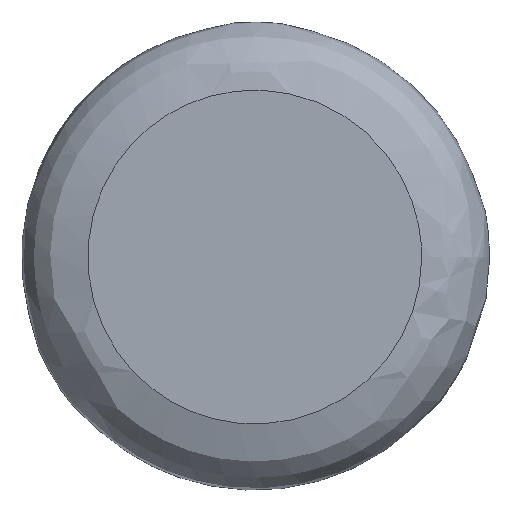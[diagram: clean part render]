
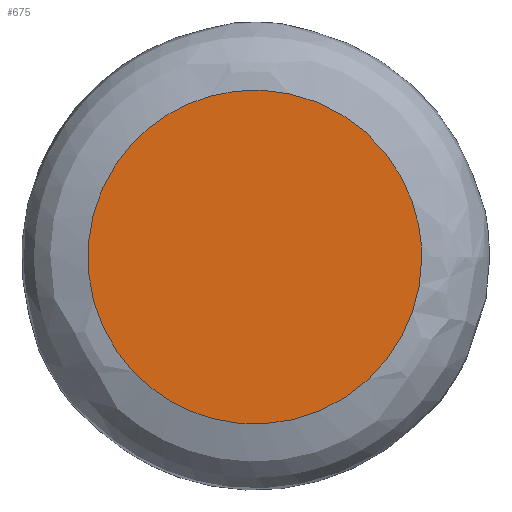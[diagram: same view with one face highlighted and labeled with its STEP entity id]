
A CAD part, front view. The second image highlights one B-rep face of the part: STEP entity #675.
In plain terms, the highlighted free-form (B-spline) face has degree [1, 1] with [2, 2] control points.
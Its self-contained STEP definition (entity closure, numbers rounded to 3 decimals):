
#675 = ADVANCED_FACE('',(#676),#690,.T.);
#676 = FACE_BOUND('',#677,.T.);
#677 = EDGE_LOOP('',(#678));
#678 = ORIENTED_EDGE('',*,*,#679,.F.);
#679 = EDGE_CURVE('',#680,#680,#682,.T.);
#680 = VERTEX_POINT('',#681);
#681 = CARTESIAN_POINT('',(40.142,-144.071,0.));
#682 = ( BOUNDED_CURVE() B_SPLINE_CURVE(2,(#683,#684,#685,#686,#687,#688
,#689),.UNSPECIFIED.,.T.,.F.) B_SPLINE_CURVE_WITH_KNOTS((1,2,2,2,2,1),(
    -2.094,0.,2.094,4.189,6.283,
8.378),.UNSPECIFIED.) CURVE() GEOMETRIC_REPRESENTATION_ITEM() 
RATIONAL_B_SPLINE_CURVE((1.,0.5,1.,0.5,1.,0.5,1.)) REPRESENTATION_ITEM(
  '') );
#683 = CARTESIAN_POINT('',(40.142,-144.071,0.));
#684 = CARTESIAN_POINT('',(40.142,-144.071,
    -69.527));
#685 = CARTESIAN_POINT('',(-20.071,-144.071,
    -34.764));
#686 = CARTESIAN_POINT('',(-80.283,-144.071,
    0.));
#687 = CARTESIAN_POINT('',(-20.071,-144.071,
    34.764));
#688 = CARTESIAN_POINT('',(40.142,-144.071,
    69.527));
#689 = CARTESIAN_POINT('',(40.142,-144.071,0.));
#690 = B_SPLINE_SURFACE_WITH_KNOTS('',1,1,(
    (#691,#692)
    ,(#693,#694
    )),.UNSPECIFIED.,.F.,.F.,.F.,(2,2),(2,2),(-30.,30.),(-45.,15.),
  .PIECEWISE_BEZIER_KNOTS.);
#691 = CARTESIAN_POINT('',(-40.142,-144.071,
    40.142));
#692 = CARTESIAN_POINT('',(40.142,-144.071,
    40.142));
#693 = CARTESIAN_POINT('',(-40.142,-144.071,
    -40.142));
#694 = CARTESIAN_POINT('',(40.142,-144.071,
    -40.142));
